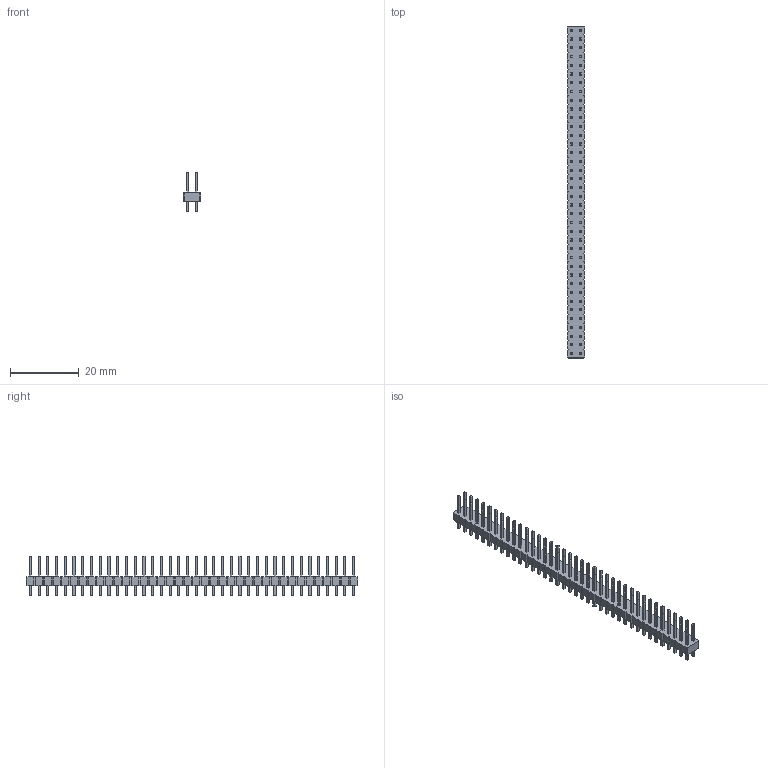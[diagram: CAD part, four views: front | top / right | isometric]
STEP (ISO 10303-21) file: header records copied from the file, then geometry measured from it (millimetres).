
FILE_DESCRIPTION(/* description */ ('model of PinHeader_2x38_P2.54mm_Vertical'),/* implementation_level */ '2;1');
FILE_NAME(/* name */ 'PinHeader_2x38_P2.54mm_Vertical.step',/* time_stamp */ '2018-01-24T12:35:13',/* author */ ('kicad StepUp','ksu'),/* organization */ ('FreeCAD'),/* preprocessor_version */ 'OCC',/* originating_system */ 'kicad StepUp',/* authorisation */ '');
FILE_SCHEMA(('AUTOMOTIVE_DESIGN { 1 0 10303 214 1 1 1 1 }'));
Length unit declared in the file: millimetre
Products named in the file (2): PinHeader_2x38_P254mm_Vertical; Shape0_178800112981
Bounding box: 5.08 x 96.52 x 11.54 mm (x, y, z)
Volume: 1588 mm3; surface area: 3789.6 mm2
Topology: 77 solids, 77 shells, 1296 faces, 2818 edges, 1676 vertices
Faces by surface type: plane 1296
Entity records: 22037 total; most frequent: ORIENTED_EDGE 4342, CARTESIAN_POINT 3579, EDGE_CURVE 2818, LINE 2818, VERTEX_POINT 1676, AXIS2_PLACEMENT_3D 1297, ADVANCED_FACE 1296, FACE_BOUND 1296
